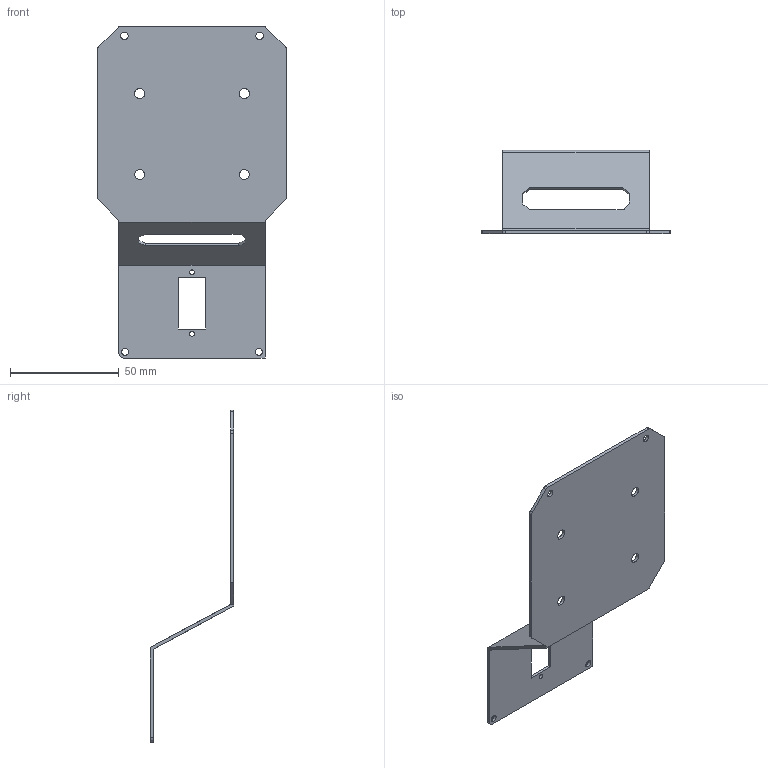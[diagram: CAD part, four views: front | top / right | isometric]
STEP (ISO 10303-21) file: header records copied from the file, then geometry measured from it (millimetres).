
FILE_DESCRIPTION (( 'STEP AP214' ), '1' );
FILE_NAME ('Body2.STEP', '2025-11-27T16:32:17', ( '' ), ( '' ), 'SwSTEP 2.0', 'SolidWorks 2025', '' );
FILE_SCHEMA (( 'AUTOMOTIVE_DESIGN' ));
Length unit declared in the file: millimetre
Products named in the file (1): Body2
Bounding box: 86.6 x 38.48 x 152.32 mm (x, y, z)
Volume: 17216.6 mm3; surface area: 25679.4 mm2
Topology: 1 solids, 1 shells, 55 faces, 159 edges, 106 vertices
Faces by surface type: plane 28, cylinder 27
Entity records: 1898 total; most frequent: CARTESIAN_POINT 327, DIRECTION 323, ORIENTED_EDGE 318, EDGE_CURVE 159, AXIS2_PLACEMENT_3D 110, VERTEX_POINT 106, LINE 103, VECTOR 103
